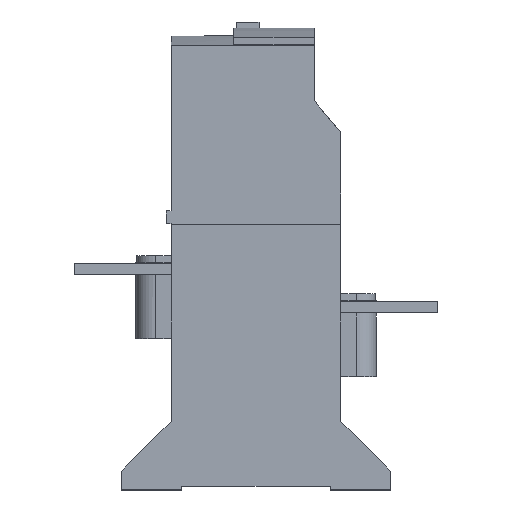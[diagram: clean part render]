
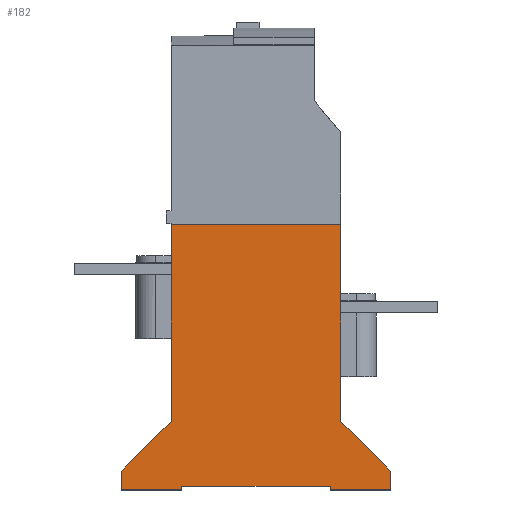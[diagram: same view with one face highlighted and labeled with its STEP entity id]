
A CAD part, left-side view. The second image highlights one B-rep face of the part: STEP entity #182.
In plain terms, the highlighted planar face has unit normal (-1, 0, 0).
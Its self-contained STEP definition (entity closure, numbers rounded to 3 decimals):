
#182=ADVANCED_FACE('',(#773),#774,.T.);
#773=FACE_OUTER_BOUND('',#1716,.T.);
#774=PLANE('',#1717);
#1716=EDGE_LOOP('',(#3654,#3655,#3656,#3657,#3658,#3659,#3660,#3661,#3662,#3663,#3664,#3665));
#1717=AXIS2_PLACEMENT_3D('',#3666,#3667,#3668);
#3654=ORIENTED_EDGE('',*,*,#6673,.T.);
#3655=ORIENTED_EDGE('',*,*,#6671,.F.);
#3656=ORIENTED_EDGE('',*,*,#6675,.F.);
#3657=ORIENTED_EDGE('',*,*,#6676,.T.);
#3658=ORIENTED_EDGE('',*,*,#6677,.T.);
#3659=ORIENTED_EDGE('',*,*,#6678,.F.);
#3660=ORIENTED_EDGE('',*,*,#6679,.F.);
#3661=ORIENTED_EDGE('',*,*,#6680,.T.);
#3662=ORIENTED_EDGE('',*,*,#6681,.T.);
#3663=ORIENTED_EDGE('',*,*,#6352,.T.);
#3664=ORIENTED_EDGE('',*,*,#6455,.T.);
#3665=ORIENTED_EDGE('',*,*,#6267,.T.);
#3666=CARTESIAN_POINT('',(0.,0.,-121.959));
#3667=DIRECTION('',(-1.0,0.0,0.));
#3668=DIRECTION('',(0.0,1.0,0.0));
#6267=EDGE_CURVE('',#7732,#7730,#7733,.T.);
#6352=EDGE_CURVE('',#7889,#7887,#7890,.T.);
#6455=EDGE_CURVE('',#7887,#7732,#8073,.T.);
#6671=EDGE_CURVE('',#8403,#8405,#8406,.T.);
#6673=EDGE_CURVE('',#7730,#8405,#8408,.T.);
#6675=EDGE_CURVE('',#8410,#8403,#8411,.T.);
#6676=EDGE_CURVE('',#8410,#8412,#8413,.T.);
#6677=EDGE_CURVE('',#8412,#8414,#8415,.T.);
#6678=EDGE_CURVE('',#8416,#8414,#8417,.T.);
#6679=EDGE_CURVE('',#8418,#8416,#8419,.T.);
#6680=EDGE_CURVE('',#8418,#8420,#8421,.T.);
#6681=EDGE_CURVE('',#8420,#7889,#8422,.T.);
#7730=VERTEX_POINT('',#9831);
#7732=VERTEX_POINT('',#9834);
#7733=LINE('',#9835,#9836);
#7887=VERTEX_POINT('',#10073);
#7889=VERTEX_POINT('',#10076);
#7890=LINE('',#10077,#10078);
#8073=LINE('',#10363,#10364);
#8403=VERTEX_POINT('',#10894);
#8405=VERTEX_POINT('',#10897);
#8406=LINE('',#10898,#10899);
#8408=LINE('',#10902,#10903);
#8410=VERTEX_POINT('',#10906);
#8411=LINE('',#10907,#10908);
#8412=VERTEX_POINT('',#10909);
#8413=LINE('',#10910,#10911);
#8414=VERTEX_POINT('',#10912);
#8415=LINE('',#10913,#10914);
#8416=VERTEX_POINT('',#10915);
#8417=LINE('',#10916,#10917);
#8418=VERTEX_POINT('',#10918);
#8419=LINE('',#10919,#10920);
#8420=VERTEX_POINT('',#10921);
#8421=LINE('',#10922,#10923);
#8422=LINE('',#10924,#10925);
#9831=CARTESIAN_POINT('',(0.,57.9,-103.859));
#9834=CARTESIAN_POINT('',(0.,57.9,-51.959));
#9835=CARTESIAN_POINT('',(0.,57.9,-51.959));
#9836=VECTOR('',#12931,51.9);
#10073=CARTESIAN_POINT('',(0.,13.1,-51.959));
#10076=CARTESIAN_POINT('',(0.,13.1,-103.859));
#10077=CARTESIAN_POINT('',(0.,13.1,-103.859));
#10078=VECTOR('',#13016,51.9);
#10363=CARTESIAN_POINT('',(0.,13.1,-51.959));
#10364=VECTOR('',#13119,44.8);
#10894=CARTESIAN_POINT('',(0.,71.0,-121.959));
#10897=CARTESIAN_POINT('',(0.,71.0,-116.959));
#10898=CARTESIAN_POINT('',(0.,71.0,-121.959));
#10899=VECTOR('',#13363,5.0);
#10902=CARTESIAN_POINT('',(0.,57.9,-103.859));
#10903=VECTOR('',#13365,18.526);
#10906=CARTESIAN_POINT('',(0.0,55.06,-121.959));
#10907=CARTESIAN_POINT('',(0.0,55.06,-121.959));
#10908=VECTOR('',#13367,15.94);
#10909=CARTESIAN_POINT('',(0.,55.06,-120.959));
#10910=CARTESIAN_POINT('',(0.0,55.06,-121.959));
#10911=VECTOR('',#13368,1.0);
#10912=CARTESIAN_POINT('',(0.,15.94,-120.959));
#10913=CARTESIAN_POINT('',(0.,55.06,-120.959));
#10914=VECTOR('',#13369,39.12);
#10915=CARTESIAN_POINT('',(0.,15.94,-121.959));
#10916=CARTESIAN_POINT('',(0.,15.94,-121.959));
#10917=VECTOR('',#13370,1.0);
#10918=CARTESIAN_POINT('',(0.,0.,-121.959));
#10919=CARTESIAN_POINT('',(0.,0.,-121.959));
#10920=VECTOR('',#13371,15.94);
#10921=CARTESIAN_POINT('',(0.,0.,-116.959));
#10922=CARTESIAN_POINT('',(0.,0.,-121.959));
#10923=VECTOR('',#13372,5.0);
#10924=CARTESIAN_POINT('',(0.,0.,-116.959));
#10925=VECTOR('',#13373,18.526);
#12931=DIRECTION('',(0.,0.0,-1.0));
#13016=DIRECTION('',(0.,0.0,1.0));
#13119=DIRECTION('',(0.0,1.0,0.0));
#13363=DIRECTION('',(0.,0.0,1.0));
#13365=DIRECTION('',(0.,0.707,-0.707));
#13367=DIRECTION('',(0.0,1.0,0.0));
#13368=DIRECTION('',(0.,0.0,1.0));
#13369=DIRECTION('',(0.0,-1.0,0.0));
#13370=DIRECTION('',(0.,0.0,1.0));
#13371=DIRECTION('',(0.0,1.0,0.0));
#13372=DIRECTION('',(0.,0.0,1.0));
#13373=DIRECTION('',(0.,0.707,0.707));
